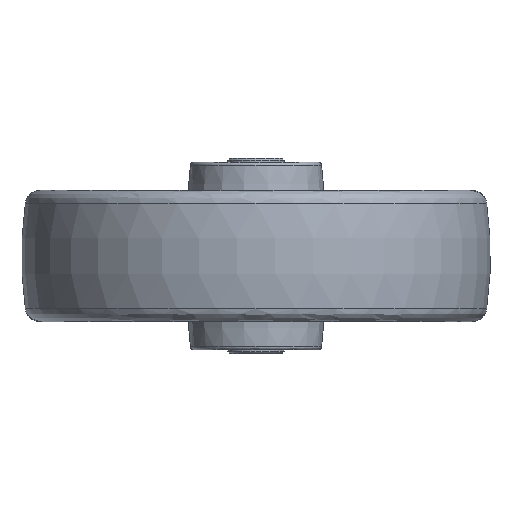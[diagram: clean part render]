
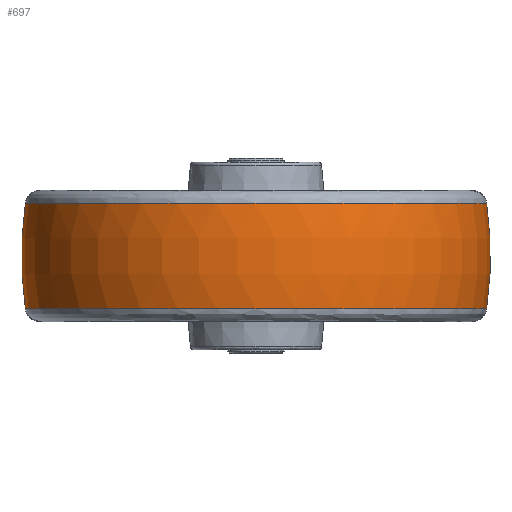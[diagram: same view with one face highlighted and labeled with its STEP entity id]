
A CAD part, front view. The second image highlights one B-rep face of the part: STEP entity #697.
In plain terms, the highlighted toroidal (fillet/blend) face has major radius 37.5 mm and minor radius 100 mm.
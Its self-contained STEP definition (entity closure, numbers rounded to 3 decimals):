
#1 = AXIS2_PLACEMENT_3D ( 'NONE', #399, #2388, #1148 ) ;
#122 = EDGE_CURVE ( 'NONE', #1606, #384, #2954, .T. ) ;
#281 = TOROIDAL_SURFACE ( 'NONE', #853, -37.5, 100. ) ;
#303 = ORIENTED_EDGE ( 'NONE', *, *, #122, .T. ) ;
#384 = VERTEX_POINT ( 'NONE', #2383 ) ;
#390 = ORIENTED_EDGE ( 'NONE', *, *, #1742, .F. ) ;
#399 = CARTESIAN_POINT ( 'NONE',  ( -37.5, 0., 0. ) ) ;
#462 = CIRCLE ( 'NONE', #1, 100. ) ;
#559 = CARTESIAN_POINT ( 'NONE',  ( 0., 0., 14.063 ) ) ;
#610 = CARTESIAN_POINT ( 'NONE',  ( 61.506, 0., 14.063 ) ) ;
#666 = DIRECTION ( 'NONE',  ( 1., 0., 0. ) ) ;
#697 = ADVANCED_FACE ( 'NONE', ( #976 ), #281, .T. ) ;
#744 = DIRECTION ( 'NONE',  ( -0.998, 0.063, 0. ) ) ;
#772 = CARTESIAN_POINT ( 'NONE',  ( 0., 0., -14.063 ) ) ;
#853 = AXIS2_PLACEMENT_3D ( 'NONE', #3123, #911, #666 ) ;
#911 = DIRECTION ( 'NONE',  ( 0., 0., 1. ) ) ;
#972 = EDGE_CURVE ( 'NONE', #1394, #1607, #2762, .T. ) ;
#976 = FACE_OUTER_BOUND ( 'NONE', #2255, .T. ) ;
#1008 = DIRECTION ( 'NONE',  ( -1., 0., 0. ) ) ;
#1026 = CARTESIAN_POINT ( 'NONE',  ( -61.506, 0., 14.063 ) ) ;
#1148 = DIRECTION ( 'NONE',  ( 0., 0., -1. ) ) ;
#1284 = DIRECTION ( 'NONE',  ( -0.998, 0.063, 0. ) ) ;
#1288 = AXIS2_PLACEMENT_3D ( 'NONE', #1768, #2993, #1008 ) ;
#1394 = VERTEX_POINT ( 'NONE', #610 ) ;
#1606 = VERTEX_POINT ( 'NONE', #2028 ) ;
#1607 = VERTEX_POINT ( 'NONE', #1026 ) ;
#1742 = EDGE_CURVE ( 'NONE', #1606, #1607, #2876, .T. ) ;
#1747 = DIRECTION ( 'NONE',  ( 0., 0., 1. ) ) ;
#1768 = CARTESIAN_POINT ( 'NONE',  ( 37.5, 0., 0. ) ) ;
#1986 = AXIS2_PLACEMENT_3D ( 'NONE', #559, #2965, #744 ) ;
#2028 = CARTESIAN_POINT ( 'NONE',  ( -61.506, 0., -14.063 ) ) ;
#2255 = EDGE_LOOP ( 'NONE', ( #390, #303, #3050, #2898 ) ) ;
#2383 = CARTESIAN_POINT ( 'NONE',  ( 61.506, 0., -14.063 ) ) ;
#2388 = DIRECTION ( 'NONE',  ( 0., -1., 0. ) ) ;
#2761 = AXIS2_PLACEMENT_3D ( 'NONE', #772, #1747, #1284 ) ;
#2762 = CIRCLE ( 'NONE', #1986, 61.506 ) ;
#2868 = EDGE_CURVE ( 'NONE', #384, #1394, #462, .T. ) ;
#2876 = CIRCLE ( 'NONE', #1288, 100. ) ;
#2898 = ORIENTED_EDGE ( 'NONE', *, *, #972, .T. ) ;
#2954 = CIRCLE ( 'NONE', #2761, 61.506 ) ;
#2965 = DIRECTION ( 'NONE',  ( 0., 0., -1. ) ) ;
#2993 = DIRECTION ( 'NONE',  ( 0., 1., 0. ) ) ;
#3050 = ORIENTED_EDGE ( 'NONE', *, *, #2868, .T. ) ;
#3123 = CARTESIAN_POINT ( 'NONE',  ( 0., 0., 0. ) ) ;
